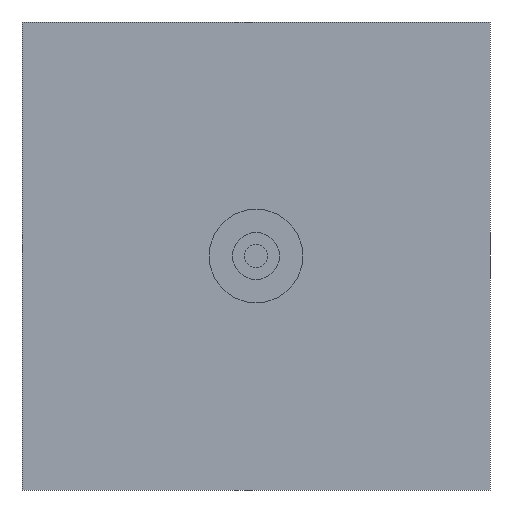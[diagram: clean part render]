
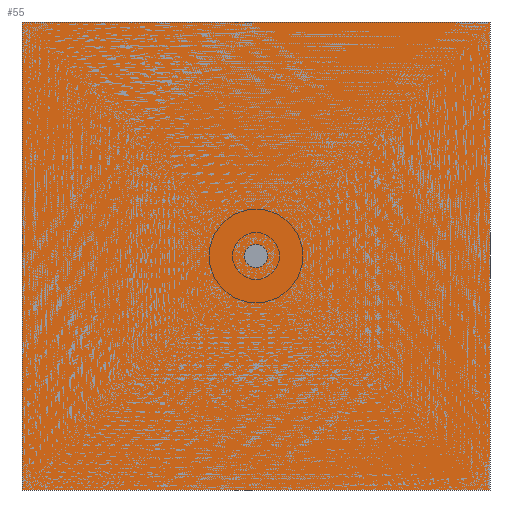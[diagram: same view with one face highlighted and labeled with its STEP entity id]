
A CAD part, front view. The second image highlights one B-rep face of the part: STEP entity #55.
In plain terms, the highlighted planar face has unit normal (0, -1, 0).
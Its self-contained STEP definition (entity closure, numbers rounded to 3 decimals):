
#55=ADVANCED_FACE('',(#116,#117),#118,.F.);
#116=FACE_BOUND('',#188,.T.);
#117=FACE_OUTER_BOUND('',#189,.T.);
#118=PLANE('',#190);
#188=EDGE_LOOP('',(#258,#259));
#189=EDGE_LOOP('',(#260,#261,#262,#263));
#190=AXIS2_PLACEMENT_3D('',#264,#265,#266);
#258=ORIENTED_EDGE('',*,*,#365,.T.);
#259=ORIENTED_EDGE('',*,*,#367,.T.);
#260=ORIENTED_EDGE('',*,*,#375,.T.);
#261=ORIENTED_EDGE('',*,*,#376,.T.);
#262=ORIENTED_EDGE('',*,*,#377,.T.);
#263=ORIENTED_EDGE('',*,*,#378,.T.);
#264=CARTESIAN_POINT('',(56.869,75.167,0.0));
#265=DIRECTION('',(0.,1.0,0.));
#266=DIRECTION('',(1.0,0.,0.));
#365=EDGE_CURVE('',#424,#428,#430,.T.);
#367=EDGE_CURVE('',#428,#424,#432,.T.);
#375=EDGE_CURVE('',#444,#445,#446,.T.);
#376=EDGE_CURVE('',#445,#447,#448,.T.);
#377=EDGE_CURVE('',#447,#449,#450,.T.);
#378=EDGE_CURVE('',#449,#444,#451,.T.);
#424=VERTEX_POINT('',#519);
#428=VERTEX_POINT('',#524);
#430=CIRCLE('',#527,1.0);
#432=CIRCLE('',#529,1.0);
#444=VERTEX_POINT('',#545);
#445=VERTEX_POINT('',#546);
#446=LINE('',#547,#548);
#447=VERTEX_POINT('',#549);
#448=LINE('',#550,#551);
#449=VERTEX_POINT('',#552);
#450=LINE('',#553,#554);
#451=LINE('',#555,#556);
#519=CARTESIAN_POINT('',(57.869,75.167,0.));
#524=CARTESIAN_POINT('',(55.869,75.167,0.));
#527=AXIS2_PLACEMENT_3D('',#644,#645,#646);
#529=AXIS2_PLACEMENT_3D('',#647,#648,#649);
#545=CARTESIAN_POINT('',(76.869,75.167,-20.0));
#546=CARTESIAN_POINT('',(76.869,75.167,20.0));
#547=CARTESIAN_POINT('',(76.869,75.167,0.));
#548=VECTOR('',#657,1.0);
#549=CARTESIAN_POINT('',(36.869,75.167,20.0));
#550=CARTESIAN_POINT('',(56.869,75.167,20.0));
#551=VECTOR('',#658,1.0);
#552=CARTESIAN_POINT('',(36.869,75.167,-20.0));
#553=CARTESIAN_POINT('',(36.869,75.167,0.));
#554=VECTOR('',#659,1.0);
#555=CARTESIAN_POINT('',(56.869,75.167,-20.0));
#556=VECTOR('',#660,1.0);
#644=CARTESIAN_POINT('',(56.869,75.167,0.0));
#645=DIRECTION('',(0.,1.0,0.));
#646=DIRECTION('',(1.0,0.,0.));
#647=CARTESIAN_POINT('',(56.869,75.167,0.0));
#648=DIRECTION('',(0.,1.0,0.));
#649=DIRECTION('',(1.0,0.,0.));
#657=DIRECTION('',(0.,0.,1.0));
#658=DIRECTION('',(-1.0,0.,0.));
#659=DIRECTION('',(0.,0.,-1.0));
#660=DIRECTION('',(1.0,0.,0.));
